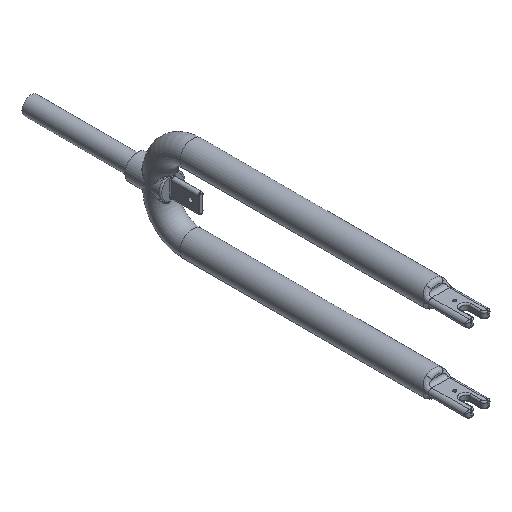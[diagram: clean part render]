
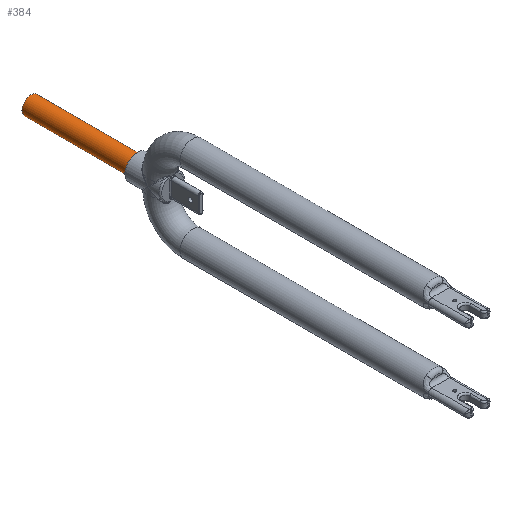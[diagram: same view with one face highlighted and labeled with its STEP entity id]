
A CAD part, isometric view. The second image highlights one B-rep face of the part: STEP entity #384.
In plain terms, the highlighted cylindrical face has radius 12.5 mm (diameter 25 mm), a full revolution.
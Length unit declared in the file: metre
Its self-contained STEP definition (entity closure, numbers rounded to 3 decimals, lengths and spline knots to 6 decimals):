
#384 = ADVANCED_FACE( '', ( #832, #833 ), #834, .T. );
#832 = FACE_OUTER_BOUND( '', #5909, .T. );
#833 = FACE_OUTER_BOUND( '', #5910, .T. );
#834 = CYLINDRICAL_SURFACE( '', #5911, 0.0125 );
#5909 = EDGE_LOOP( '', ( #9036 ) );
#5910 = EDGE_LOOP( '', ( #9037 ) );
#5911 = AXIS2_PLACEMENT_3D( '', #9038, #9039, #9040 );
#9036 = ORIENTED_EDGE( '', *, *, #9874, .T. );
#9037 = ORIENTED_EDGE( '', *, *, #9549, .F. );
#9038 = CARTESIAN_POINT( '', ( 0., 0.15, 0. ) );
#9039 = DIRECTION( '', ( 0., 1., 0. ) );
#9040 = DIRECTION( '', ( 1., 0., 0. ) );
#9549 = EDGE_CURVE( '', #10078, #10078, #10079, .T. );
#9874 = EDGE_CURVE( '', #10552, #10552, #10553, .T. );
#10078 = VERTEX_POINT( '', #11159 );
#10079 = CIRCLE( '', #11160, 0.0125 );
#10552 = VERTEX_POINT( '', #14152 );
#10553 = CIRCLE( '', #14153, 0.0125 );
#11159 = CARTESIAN_POINT( '', ( 0.0125, 0., 0. ) );
#11160 = AXIS2_PLACEMENT_3D( '', #14893, #14894, #14895 );
#14152 = CARTESIAN_POINT( '', ( 0.0125, 0.15, 0. ) );
#14153 = AXIS2_PLACEMENT_3D( '', #15321, #15322, #15323 );
#14893 = CARTESIAN_POINT( '', ( 0., 0., 0. ) );
#14894 = DIRECTION( '', ( 0., -1., 0. ) );
#14895 = DIRECTION( '', ( 1., 0., 0. ) );
#15321 = CARTESIAN_POINT( '', ( 0., 0.15, 0. ) );
#15322 = DIRECTION( '', ( 0., -1., 0. ) );
#15323 = DIRECTION( '', ( 1., 0., 0. ) );
